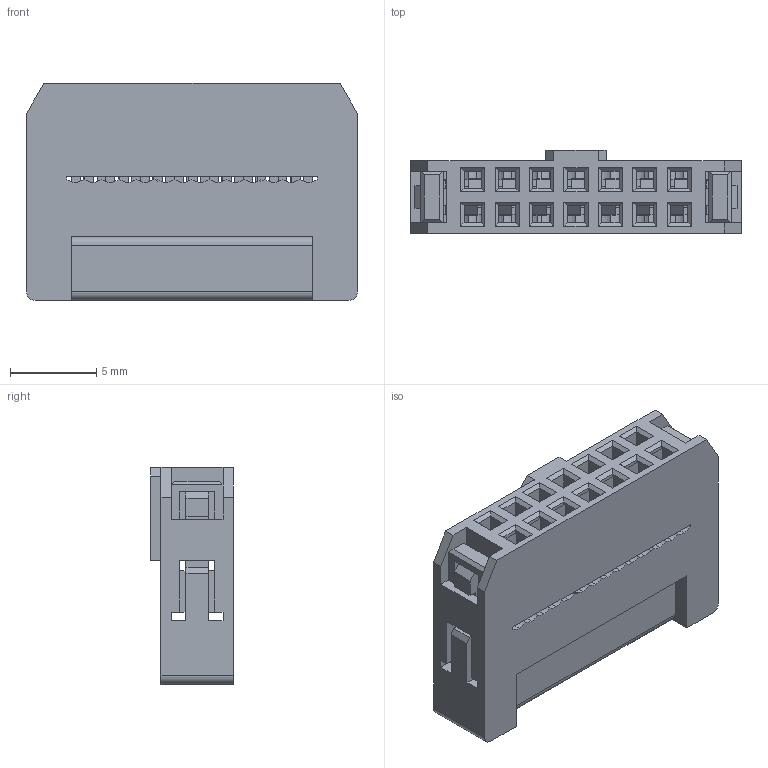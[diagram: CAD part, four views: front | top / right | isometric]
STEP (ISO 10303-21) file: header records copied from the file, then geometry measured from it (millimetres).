
FILE_DESCRIPTION (( 'STEP AP214' ), '1' );
FILE_NAME ('FID20002-143K6K-REF .STEP', '2026-03-03T06:40:16', ( '' ), ( '' ), 'SwSTEP 2.0', 'SolidWorks 2021', '' );
FILE_SCHEMA (( 'AUTOMOTIVE_DESIGN' ));
Length unit declared in the file: millimetre
Products named in the file (1): FID20002-143K6K-REF 
Bounding box: 19.2 x 4.8 x 12.6 mm (x, y, z)
Volume: 734.7 mm3; surface area: 1767.9 mm2
Topology: 1 solids, 1 shells, 771 faces, 2244 edges, 1406 vertices
Faces by surface type: plane 649, cylinder 122
Entity records: 25085 total; most frequent: ORIENTED_EDGE 4488, CARTESIAN_POINT 4461, DIRECTION 4019, EDGE_CURVE 2244, LINE 1987, VECTOR 1987, VERTEX_POINT 1406, AXIS2_PLACEMENT_3D 1016
